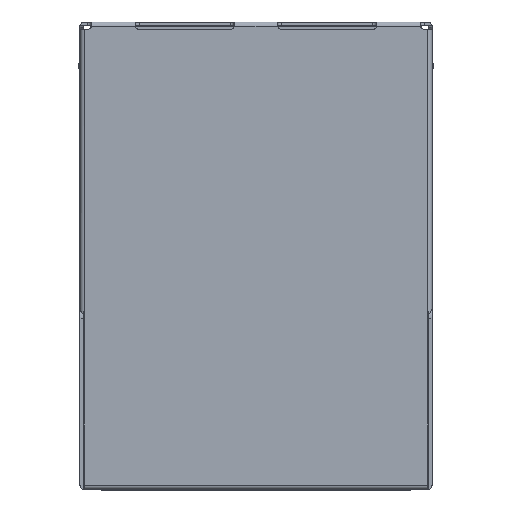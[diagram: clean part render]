
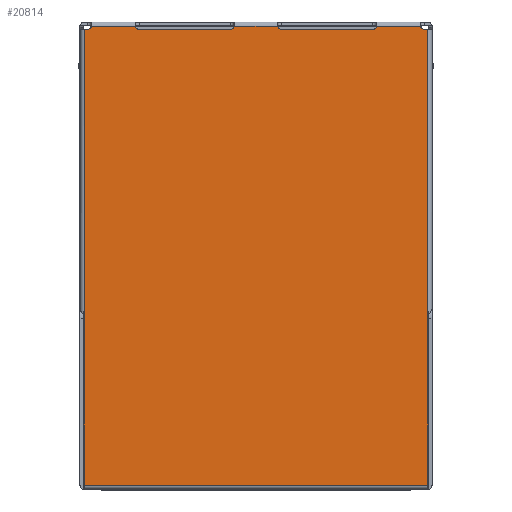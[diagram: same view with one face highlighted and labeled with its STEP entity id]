
A CAD part, top view. The second image highlights one B-rep face of the part: STEP entity #20814.
In plain terms, the highlighted planar face has unit normal (0, 0, 1).
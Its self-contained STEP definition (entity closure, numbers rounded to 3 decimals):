
#1491=FACE_OUTER_BOUND('',#2628,.T.);
#2628=EDGE_LOOP('',(#15920,#15921,#15922,#15923,#15924,#15925,#15926,#15927,
#15928,#15929,#15930,#15931,#15932,#15933,#15934,#15935,#15936,#15937));
#3681=CIRCLE('',#22476,0.175);
#3682=CIRCLE('',#22477,0.175);
#3683=CIRCLE('',#22478,0.175);
#3684=CIRCLE('',#22479,0.175);
#3685=CIRCLE('',#22480,0.175);
#3686=CIRCLE('',#22481,0.175);
#5104=LINE('',#33145,#7024);
#5105=LINE('',#33147,#7025);
#5106=LINE('',#33149,#7026);
#5107=LINE('',#33151,#7027);
#5108=LINE('',#33153,#7028);
#5109=LINE('',#33155,#7029);
#5110=LINE('',#33159,#7030);
#5111=LINE('',#33163,#7031);
#5112=LINE('',#33167,#7032);
#5113=LINE('',#33171,#7033);
#5114=LINE('',#33175,#7034);
#5115=LINE('',#33178,#7035);
#7024=VECTOR('',#26591,1.);
#7025=VECTOR('',#26592,1.);
#7026=VECTOR('',#26593,1.);
#7027=VECTOR('',#26594,1.);
#7028=VECTOR('',#26595,1.);
#7029=VECTOR('',#26596,1.);
#7030=VECTOR('',#26599,1.);
#7031=VECTOR('',#26602,1.);
#7032=VECTOR('',#26605,1.);
#7033=VECTOR('',#26608,1.);
#7034=VECTOR('',#26611,1.);
#7035=VECTOR('',#26614,1.);
#9070=VERTEX_POINT('',#33143);
#9071=VERTEX_POINT('',#33144);
#9072=VERTEX_POINT('',#33146);
#9073=VERTEX_POINT('',#33148);
#9074=VERTEX_POINT('',#33150);
#9075=VERTEX_POINT('',#33152);
#9076=VERTEX_POINT('',#33154);
#9077=VERTEX_POINT('',#33156);
#9078=VERTEX_POINT('',#33158);
#9079=VERTEX_POINT('',#33160);
#9080=VERTEX_POINT('',#33162);
#9081=VERTEX_POINT('',#33164);
#9082=VERTEX_POINT('',#33166);
#9083=VERTEX_POINT('',#33168);
#9084=VERTEX_POINT('',#33170);
#9085=VERTEX_POINT('',#33172);
#9086=VERTEX_POINT('',#33174);
#9087=VERTEX_POINT('',#33176);
#11517=EDGE_CURVE('',#9070,#9071,#5104,.T.);
#11518=EDGE_CURVE('',#9071,#9072,#5105,.T.);
#11519=EDGE_CURVE('',#9072,#9073,#5106,.T.);
#11520=EDGE_CURVE('',#9074,#9073,#5107,.T.);
#11521=EDGE_CURVE('',#9074,#9075,#5108,.T.);
#11522=EDGE_CURVE('',#9076,#9075,#5109,.T.);
#11523=EDGE_CURVE('',#9076,#9077,#3681,.T.);
#11524=EDGE_CURVE('',#9077,#9078,#5110,.T.);
#11525=EDGE_CURVE('',#9078,#9079,#3682,.T.);
#11526=EDGE_CURVE('',#9080,#9079,#5111,.T.);
#11527=EDGE_CURVE('',#9080,#9081,#3683,.T.);
#11528=EDGE_CURVE('',#9081,#9082,#5112,.T.);
#11529=EDGE_CURVE('',#9082,#9083,#3684,.T.);
#11530=EDGE_CURVE('',#9084,#9083,#5113,.T.);
#11531=EDGE_CURVE('',#9084,#9085,#3685,.T.);
#11532=EDGE_CURVE('',#9085,#9086,#5114,.T.);
#11533=EDGE_CURVE('',#9086,#9087,#3686,.T.);
#11534=EDGE_CURVE('',#9087,#9070,#5115,.T.);
#15920=ORIENTED_EDGE('',*,*,#11517,.T.);
#15921=ORIENTED_EDGE('',*,*,#11518,.T.);
#15922=ORIENTED_EDGE('',*,*,#11519,.T.);
#15923=ORIENTED_EDGE('',*,*,#11520,.F.);
#15924=ORIENTED_EDGE('',*,*,#11521,.T.);
#15925=ORIENTED_EDGE('',*,*,#11522,.F.);
#15926=ORIENTED_EDGE('',*,*,#11523,.T.);
#15927=ORIENTED_EDGE('',*,*,#11524,.T.);
#15928=ORIENTED_EDGE('',*,*,#11525,.T.);
#15929=ORIENTED_EDGE('',*,*,#11526,.F.);
#15930=ORIENTED_EDGE('',*,*,#11527,.T.);
#15931=ORIENTED_EDGE('',*,*,#11528,.T.);
#15932=ORIENTED_EDGE('',*,*,#11529,.T.);
#15933=ORIENTED_EDGE('',*,*,#11530,.F.);
#15934=ORIENTED_EDGE('',*,*,#11531,.T.);
#15935=ORIENTED_EDGE('',*,*,#11532,.T.);
#15936=ORIENTED_EDGE('',*,*,#11533,.T.);
#15937=ORIENTED_EDGE('',*,*,#11534,.T.);
#18903=PLANE('',#22475);
#20814=ADVANCED_FACE('',(#1491),#18903,.T.);
#22475=AXIS2_PLACEMENT_3D('',#33142,#26589,#26590);
#22476=AXIS2_PLACEMENT_3D('',#33157,#26597,#26598);
#22477=AXIS2_PLACEMENT_3D('',#33161,#26600,#26601);
#22478=AXIS2_PLACEMENT_3D('',#33165,#26603,#26604);
#22479=AXIS2_PLACEMENT_3D('',#33169,#26606,#26607);
#22480=AXIS2_PLACEMENT_3D('',#33173,#26609,#26610);
#22481=AXIS2_PLACEMENT_3D('',#33177,#26612,#26613);
#26589=DIRECTION('center_axis',(0.,0.,1.));
#26590=DIRECTION('ref_axis',(1.,0.,0.));
#26591=DIRECTION('',(0.,-1.,0.));
#26592=DIRECTION('',(0.,-1.,0.));
#26593=DIRECTION('',(1.,0.,0.));
#26594=DIRECTION('',(0.,-1.,0.));
#26595=DIRECTION('',(0.,1.,0.));
#26596=DIRECTION('',(1.,0.,0.));
#26597=DIRECTION('center_axis',(0.,0.,-1.));
#26598=DIRECTION('ref_axis',(1.,0.,0.));
#26599=DIRECTION('',(-1.,0.,0.));
#26600=DIRECTION('center_axis',(0.,0.,-1.));
#26601=DIRECTION('ref_axis',(1.,0.,0.));
#26602=DIRECTION('',(1.,0.,0.));
#26603=DIRECTION('center_axis',(0.,0.,-1.));
#26604=DIRECTION('ref_axis',(1.,0.,0.));
#26605=DIRECTION('',(-1.,0.,0.));
#26606=DIRECTION('center_axis',(0.,0.,-1.));
#26607=DIRECTION('ref_axis',(1.,0.,0.));
#26608=DIRECTION('',(1.,0.,0.));
#26609=DIRECTION('center_axis',(0.,0.,-1.));
#26610=DIRECTION('ref_axis',(1.,0.,0.));
#26611=DIRECTION('',(-1.,0.,0.));
#26612=DIRECTION('center_axis',(0.,0.,-1.));
#26613=DIRECTION('ref_axis',(1.,0.,0.));
#26614=DIRECTION('',(-1.,0.,0.));
#33142=CARTESIAN_POINT('Origin',(0.,-2.231,13.5));
#33143=CARTESIAN_POINT('',(-7.82,8.077,13.5));
#33144=CARTESIAN_POINT('',(-7.82,-4.969,13.5));
#33145=CARTESIAN_POINT('',(-7.82,-2.231,13.5));
#33146=CARTESIAN_POINT('',(-7.82,-12.681,13.5));
#33147=CARTESIAN_POINT('',(-7.82,-12.881,13.5));
#33148=CARTESIAN_POINT('',(7.82,-12.681,13.5));
#33149=CARTESIAN_POINT('',(0.,-12.681,13.5));
#33150=CARTESIAN_POINT('',(7.82,-4.969,13.5));
#33151=CARTESIAN_POINT('',(7.82,-12.881,13.5));
#33152=CARTESIAN_POINT('',(7.82,8.077,13.5));
#33153=CARTESIAN_POINT('',(7.82,-2.231,13.5));
#33154=CARTESIAN_POINT('',(7.675,8.077,13.5));
#33155=CARTESIAN_POINT('',(7.82,8.077,13.5));
#33156=CARTESIAN_POINT('',(7.503,8.219,13.5));
#33157=CARTESIAN_POINT('Origin',(7.675,8.252,13.5));
#33158=CARTESIAN_POINT('',(5.497,8.219,13.5));
#33159=CARTESIAN_POINT('',(0.,8.219,13.5));
#33160=CARTESIAN_POINT('',(5.325,8.077,13.5));
#33161=CARTESIAN_POINT('Origin',(5.325,8.252,13.5));
#33162=CARTESIAN_POINT('',(1.175,8.077,13.5));
#33163=CARTESIAN_POINT('',(5.5,8.077,13.5));
#33164=CARTESIAN_POINT('',(1.003,8.219,13.5));
#33165=CARTESIAN_POINT('Origin',(1.175,8.252,13.5));
#33166=CARTESIAN_POINT('',(-1.003,8.219,13.5));
#33167=CARTESIAN_POINT('',(0.,8.219,13.5));
#33168=CARTESIAN_POINT('',(-1.175,8.077,13.5));
#33169=CARTESIAN_POINT('Origin',(-1.175,8.252,13.5));
#33170=CARTESIAN_POINT('',(-5.325,8.077,13.5));
#33171=CARTESIAN_POINT('',(-1.,8.077,13.5));
#33172=CARTESIAN_POINT('',(-5.497,8.219,13.5));
#33173=CARTESIAN_POINT('Origin',(-5.325,8.252,13.5));
#33174=CARTESIAN_POINT('',(-7.503,8.219,13.5));
#33175=CARTESIAN_POINT('',(0.,8.219,13.5));
#33176=CARTESIAN_POINT('',(-7.675,8.077,13.5));
#33177=CARTESIAN_POINT('Origin',(-7.675,8.252,13.5));
#33178=CARTESIAN_POINT('',(-7.82,8.077,13.5));
